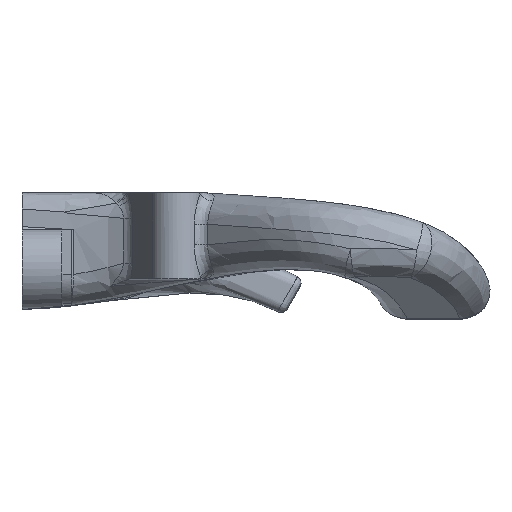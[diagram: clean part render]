
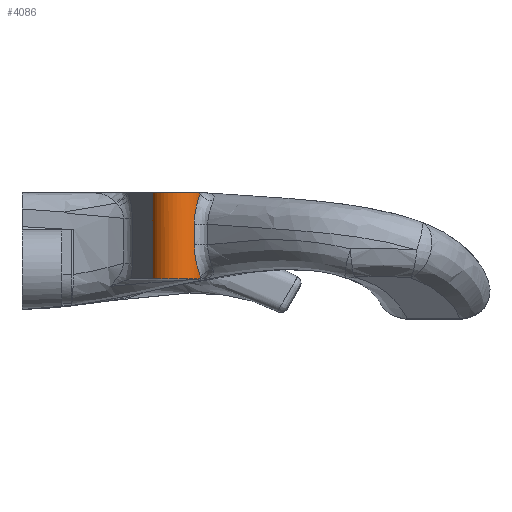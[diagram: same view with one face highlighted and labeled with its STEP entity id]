
A CAD part, left-side view. The second image highlights one B-rep face of the part: STEP entity #4086.
In plain terms, the highlighted cylindrical face has radius 2.6 mm (diameter 5.2 mm), a partial arc.
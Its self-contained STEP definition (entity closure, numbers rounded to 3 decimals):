
#337=B_SPLINE_CURVE_WITH_KNOTS('',3,(#7034,#7035,#7036,#7037,#7038),
 .UNSPECIFIED.,.F.,.F.,(4,1,4),(0.,0.157,
0.365),.UNSPECIFIED.);
#339=B_SPLINE_CURVE_WITH_KNOTS('',3,(#7067,#7068,#7069,#7070),
 .UNSPECIFIED.,.F.,.F.,(4,4),(0.,0.205),
 .UNSPECIFIED.);
#341=B_SPLINE_CURVE_WITH_KNOTS('',3,(#7107,#7108,#7109,#7110,#7111),
 .UNSPECIFIED.,.F.,.F.,(4,1,4),(0.,0.172,
0.4),.UNSPECIFIED.);
#750=FACE_OUTER_BOUND('',#1002,.T.);
#1002=EDGE_LOOP('',(#2808,#2809,#2810,#2811,#2812,#2813));
#1248=LINE('',#7239,#1344);
#1344=VECTOR('',#4598,10.);
#1459=CIRCLE('',#4357,2.6);
#1460=CIRCLE('',#4358,2.6);
#1632=VERTEX_POINT('',#7031);
#1633=VERTEX_POINT('',#7033);
#1635=VERTEX_POINT('',#7066);
#1636=VERTEX_POINT('',#7106);
#1640=VERTEX_POINT('',#7236);
#1641=VERTEX_POINT('',#7238);
#2081=EDGE_CURVE('',#1632,#1633,#337,.T.);
#2084=EDGE_CURVE('',#1633,#1635,#339,.T.);
#2087=EDGE_CURVE('',#1635,#1636,#341,.T.);
#2095=EDGE_CURVE('',#1640,#1632,#1459,.T.);
#2096=EDGE_CURVE('',#1640,#1641,#1248,.T.);
#2097=EDGE_CURVE('',#1636,#1641,#1460,.T.);
#2808=ORIENTED_EDGE('',*,*,#2087,.F.);
#2809=ORIENTED_EDGE('',*,*,#2084,.F.);
#2810=ORIENTED_EDGE('',*,*,#2081,.F.);
#2811=ORIENTED_EDGE('',*,*,#2095,.F.);
#2812=ORIENTED_EDGE('',*,*,#2096,.T.);
#2813=ORIENTED_EDGE('',*,*,#2097,.F.);
#4048=CYLINDRICAL_SURFACE('',#4356,2.6);
#4086=ADVANCED_FACE('',(#750),#4048,.T.);
#4356=AXIS2_PLACEMENT_3D('',#7235,#4594,#4595);
#4357=AXIS2_PLACEMENT_3D('',#7237,#4596,#4597);
#4358=AXIS2_PLACEMENT_3D('',#7240,#4599,#4600);
#4594=DIRECTION('center_axis',(0.,0.,-1.));
#4595=DIRECTION('ref_axis',(-1.,0.,0.));
#4596=DIRECTION('center_axis',(0.,0.,
1.));
#4597=DIRECTION('ref_axis',(-1.,0.,0.));
#4598=DIRECTION('',(0.,0.,-1.));
#4599=DIRECTION('center_axis',(0.,0.,
-1.));
#4600=DIRECTION('ref_axis',(-1.,0.,0.));
#7031=CARTESIAN_POINT('',(-33.203,-17.872,7.668));
#7033=CARTESIAN_POINT('',(-34.143,-17.27,4.505));
#7034=CARTESIAN_POINT('Ctrl Pts',(-33.203,-17.872,7.668));
#7035=CARTESIAN_POINT('Ctrl Pts',(-33.485,-17.768,7.354));
#7036=CARTESIAN_POINT('Ctrl Pts',(-33.987,-17.45,6.417));
#7037=CARTESIAN_POINT('Ctrl Pts',(-34.143,-17.27,5.201));
#7038=CARTESIAN_POINT('Ctrl Pts',(-34.143,-17.27,4.505));
#7066=CARTESIAN_POINT('',(-34.143,-17.27,2.456));
#7067=CARTESIAN_POINT('Ctrl Pts',(-34.143,-17.27,4.505));
#7068=CARTESIAN_POINT('Ctrl Pts',(-34.143,-17.27,3.822));
#7069=CARTESIAN_POINT('Ctrl Pts',(-34.143,-17.27,3.139));
#7070=CARTESIAN_POINT('Ctrl Pts',(-34.143,-17.27,2.456));
#7106=CARTESIAN_POINT('',(-33.025,-17.93,-0.932));
#7107=CARTESIAN_POINT('Ctrl Pts',(-34.143,-17.27,2.456));
#7108=CARTESIAN_POINT('Ctrl Pts',(-34.143,-17.27,1.884));
#7109=CARTESIAN_POINT('Ctrl Pts',(-34.008,-17.425,0.549));
#7110=CARTESIAN_POINT('Ctrl Pts',(-33.464,-17.804,-0.507));
#7111=CARTESIAN_POINT('Ctrl Pts',(-33.025,-17.93,-0.932));
#7235=CARTESIAN_POINT('Origin',(-32.303,-15.433,7.668));
#7236=CARTESIAN_POINT('',(-33.387,-13.069,7.668));
#7237=CARTESIAN_POINT('Origin',(-32.303,-15.433,7.668));
#7238=CARTESIAN_POINT('',(-33.387,-13.069,-0.932));
#7239=CARTESIAN_POINT('',(-33.387,-13.069,7.668));
#7240=CARTESIAN_POINT('Origin',(-32.303,-15.433,-0.932));
